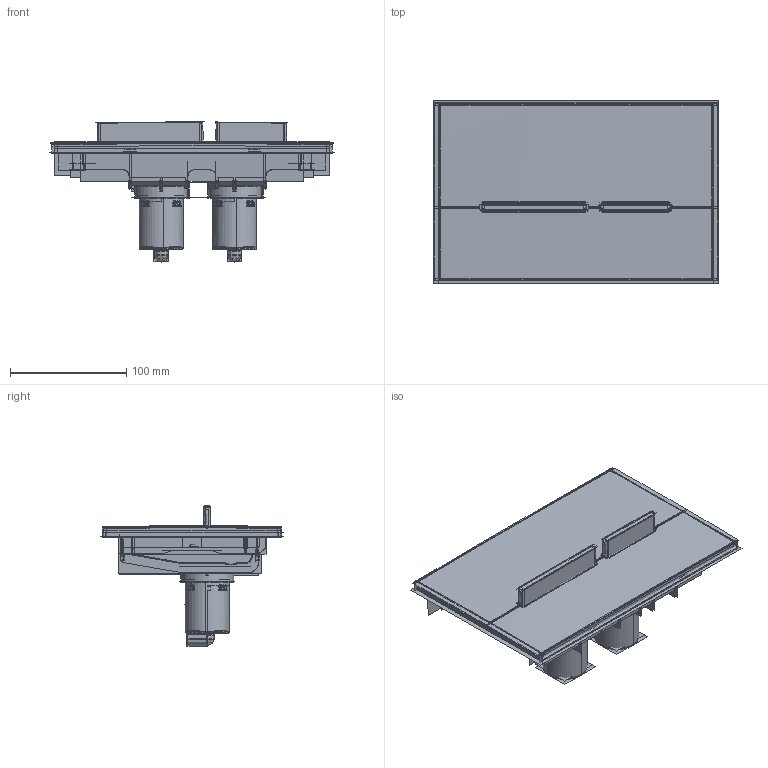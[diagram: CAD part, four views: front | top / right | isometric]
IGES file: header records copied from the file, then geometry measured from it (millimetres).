
Start section:  PTC IGES file: k5237-q.igs
Global section: file name: k5237-q.igs; native system: Creo Parametric by PTC Inc.; preprocessor: 2014350; author: wdi017967; organization: Unknown; date: 20200114.154926; units: millimetre
Bounding box: 245.44 x 158.08 x 120.38 mm (x, y, z)
Surface area: 598798.9 mm2 (no closed solid volume)
Topology: 0 solids, 0 shells, 5015 faces, 72064 edges, 94197 vertices
Faces by surface type: revolution 2951, bspline 2064
